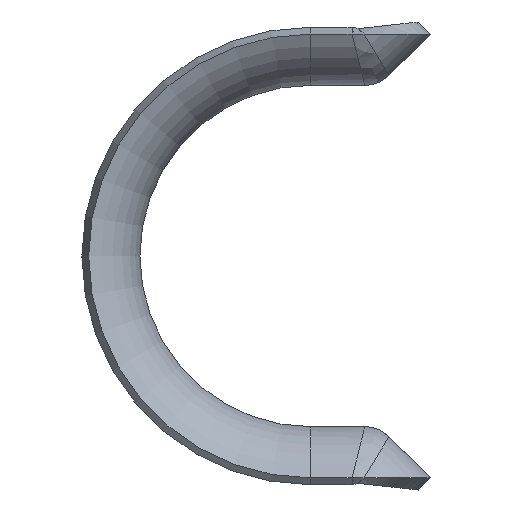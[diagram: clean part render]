
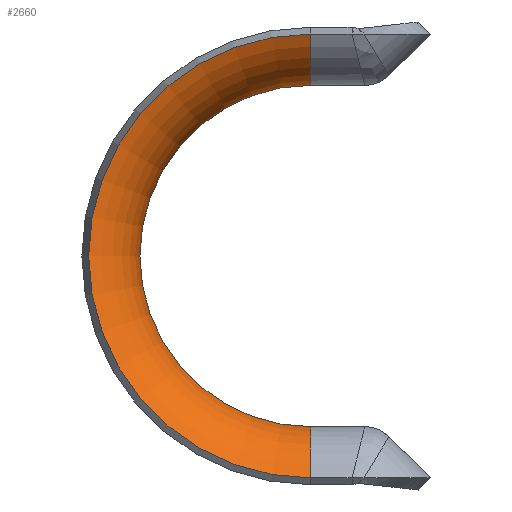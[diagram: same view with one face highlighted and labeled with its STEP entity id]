
A CAD part, left-side view. The second image highlights one B-rep face of the part: STEP entity #2660.
In plain terms, the highlighted toroidal (fillet/blend) face has major radius 15 mm and minor radius 5 mm.
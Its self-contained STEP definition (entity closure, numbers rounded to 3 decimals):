
#40 = TOROIDAL_SURFACE ( 'NONE', #671, 15., 5. ) ;
#130 = EDGE_CURVE ( 'NONE', #2091, #596, #3067, .T. ) ;
#203 = CARTESIAN_POINT ( 'NONE',  ( -99.998, 6., -13. ) ) ;
#304 = CARTESIAN_POINT ( 'NONE',  ( -99.998, 6., 13. ) ) ;
#310 = DIRECTION ( 'NONE',  ( 0., 0., -1. ) ) ;
#314 = DIRECTION ( 'NONE',  ( 1., 0., 0. ) ) ;
#323 = CARTESIAN_POINT ( 'NONE',  ( -95.415, 6., 0. ) ) ;
#451 = AXIS2_PLACEMENT_3D ( 'NONE', #1535, #1555, #1917 ) ;
#559 = DIRECTION ( 'NONE',  ( 0., 0., -1. ) ) ;
#596 = VERTEX_POINT ( 'NONE', #894 ) ;
#671 = AXIS2_PLACEMENT_3D ( 'NONE', #323, #314, #310 ) ;
#768 = AXIS2_PLACEMENT_3D ( 'NONE', #1627, #801, #559 ) ;
#773 = EDGE_LOOP ( 'NONE', ( #2998, #2394, #1922, #3001 ) ) ;
#801 = DIRECTION ( 'NONE',  ( 0., -1., 0. ) ) ;
#802 = FACE_OUTER_BOUND ( 'NONE', #773, .T. ) ;
#894 = CARTESIAN_POINT ( 'NONE',  ( -95.415, 6., 10. ) ) ;
#976 = VERTEX_POINT ( 'NONE', #2358 ) ;
#1439 = VERTEX_POINT ( 'NONE', #203 ) ;
#1535 = CARTESIAN_POINT ( 'NONE',  ( -99.998, 6., 0. ) ) ;
#1550 = DIRECTION ( 'NONE',  ( 0., 0., -1. ) ) ;
#1555 = DIRECTION ( 'NONE',  ( 1., 0., 0. ) ) ;
#1584 = EDGE_CURVE ( 'NONE', #976, #596, #1672, .T. ) ;
#1627 = CARTESIAN_POINT ( 'NONE',  ( -95.415, 6., 15. ) ) ;
#1672 = CIRCLE ( 'NONE', #2277, 10. ) ;
#1815 = CARTESIAN_POINT ( 'NONE',  ( -95.415, 6., -15. ) ) ;
#1819 = EDGE_CURVE ( 'NONE', #1439, #976, #2991, .T. ) ;
#1917 = DIRECTION ( 'NONE',  ( 0., 0., -1. ) ) ;
#1922 = ORIENTED_EDGE ( 'NONE', *, *, #130, .F. ) ;
#2034 = AXIS2_PLACEMENT_3D ( 'NONE', #1815, #2050, #3161 ) ;
#2050 = DIRECTION ( 'NONE',  ( 0., 1., 0. ) ) ;
#2091 = VERTEX_POINT ( 'NONE', #304 ) ;
#2277 = AXIS2_PLACEMENT_3D ( 'NONE', #2898, #2665, #1550 ) ;
#2358 = CARTESIAN_POINT ( 'NONE',  ( -95.415, 6., -10. ) ) ;
#2394 = ORIENTED_EDGE ( 'NONE', *, *, #1584, .T. ) ;
#2660 = ADVANCED_FACE ( 'NONE', ( #802 ), #40, .T. ) ;
#2665 = DIRECTION ( 'NONE',  ( 1., 0., 0. ) ) ;
#2706 = CIRCLE ( 'NONE', #451, 13. ) ;
#2898 = CARTESIAN_POINT ( 'NONE',  ( -95.415, 6., 0. ) ) ;
#2903 = EDGE_CURVE ( 'NONE', #1439, #2091, #2706, .T. ) ;
#2991 = CIRCLE ( 'NONE', #2034, 5. ) ;
#2998 = ORIENTED_EDGE ( 'NONE', *, *, #1819, .T. ) ;
#3001 = ORIENTED_EDGE ( 'NONE', *, *, #2903, .F. ) ;
#3067 = CIRCLE ( 'NONE', #768, 5. ) ;
#3161 = DIRECTION ( 'NONE',  ( 0., 0., 1. ) ) ;
